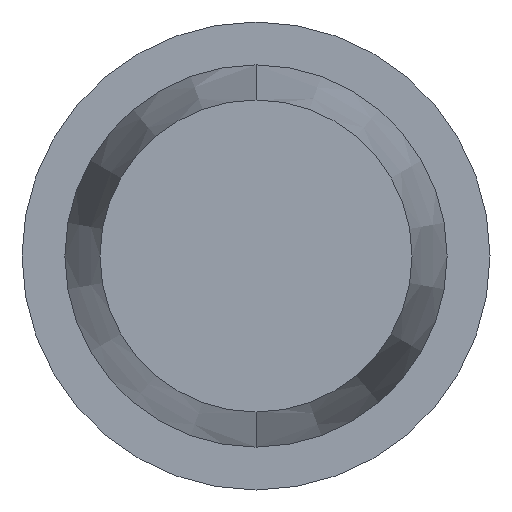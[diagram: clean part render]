
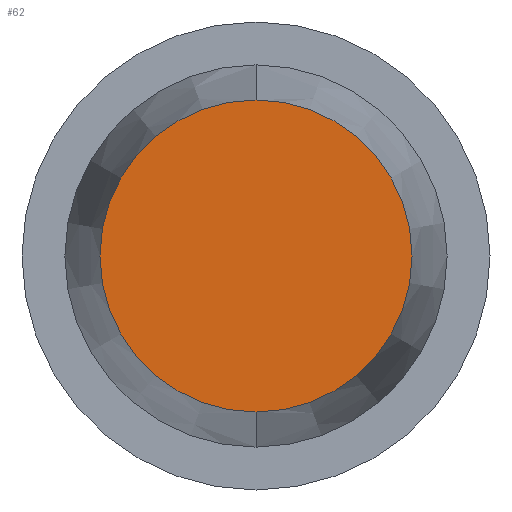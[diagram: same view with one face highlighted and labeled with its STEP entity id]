
A CAD part, front view. The second image highlights one B-rep face of the part: STEP entity #62.
In plain terms, the highlighted planar face has unit normal (0, -1, 0).
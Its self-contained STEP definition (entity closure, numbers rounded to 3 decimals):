
#33 = EDGE_CURVE ( 'NONE', #312, #225, #289, .T. ) ;
#46 = DIRECTION ( 'NONE',  ( 0., 0., 1. ) ) ;
#50 = DIRECTION ( 'NONE',  ( 0., 0., 1. ) ) ;
#62 = ADVANCED_FACE ( 'NONE', ( #115 ), #231, .F. ) ;
#75 = AXIS2_PLACEMENT_3D ( 'NONE', #296, #324, #232 ) ;
#115 = FACE_OUTER_BOUND ( 'NONE', #344, .T. ) ;
#127 = CARTESIAN_POINT ( 'NONE',  ( 0., -11.75, -1. ) ) ;
#148 = CARTESIAN_POINT ( 'NONE',  ( 0., -11.75, 0. ) ) ;
#151 = DIRECTION ( 'NONE',  ( 0., 1., 0. ) ) ;
#158 = EDGE_CURVE ( 'NONE', #225, #312, #367, .T. ) ;
#172 = AXIS2_PLACEMENT_3D ( 'NONE', #264, #355, #46 ) ;
#225 = VERTEX_POINT ( 'NONE', #127 ) ;
#231 = PLANE ( 'NONE',  #172 ) ;
#232 = DIRECTION ( 'NONE',  ( 0., 0., 1. ) ) ;
#264 = CARTESIAN_POINT ( 'NONE',  ( 0., -11.75, 0. ) ) ;
#275 = CARTESIAN_POINT ( 'NONE',  ( 0., -11.75, 1. ) ) ;
#289 = CIRCLE ( 'NONE', #75, 1. ) ;
#292 = ORIENTED_EDGE ( 'NONE', *, *, #158, .F. ) ;
#296 = CARTESIAN_POINT ( 'NONE',  ( 0., -11.75, 0. ) ) ;
#312 = VERTEX_POINT ( 'NONE', #275 ) ;
#324 = DIRECTION ( 'NONE',  ( 0., 1., 0. ) ) ;
#335 = AXIS2_PLACEMENT_3D ( 'NONE', #148, #151, #50 ) ;
#344 = EDGE_LOOP ( 'NONE', ( #348, #292 ) ) ;
#348 = ORIENTED_EDGE ( 'NONE', *, *, #33, .F. ) ;
#355 = DIRECTION ( 'NONE',  ( 0., 1., 0. ) ) ;
#367 = CIRCLE ( 'NONE', #335, 1. ) ;
